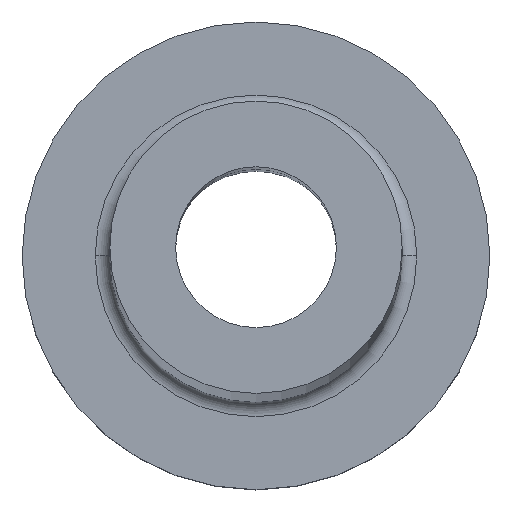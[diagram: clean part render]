
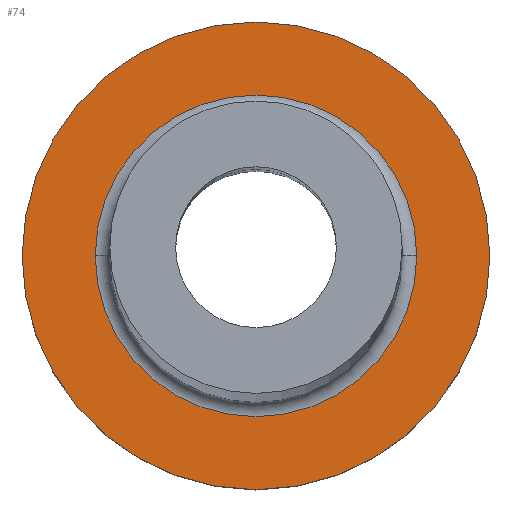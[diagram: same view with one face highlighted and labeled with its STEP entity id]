
A CAD part, top view. The second image highlights one B-rep face of the part: STEP entity #74.
In plain terms, the highlighted planar face has unit normal (0, 0, 1).
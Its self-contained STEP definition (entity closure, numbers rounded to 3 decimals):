
#15 = AXIS2_PLACEMENT_3D ( 'NONE', #301, #148, #401 ) ;
#28 = AXIS2_PLACEMENT_3D ( 'NONE', #133, #64, #197 ) ;
#41 = DIRECTION ( 'NONE',  ( 1., 0., 0. ) ) ;
#42 = EDGE_CURVE ( 'NONE', #371, #380, #400, .T. ) ;
#61 = ORIENTED_EDGE ( 'NONE', *, *, #142, .T. ) ;
#62 = EDGE_LOOP ( 'NONE', ( #402, #61 ) ) ;
#64 = DIRECTION ( 'NONE',  ( 0., 0., -1. ) ) ;
#66 = EDGE_LOOP ( 'NONE', ( #272, #135 ) ) ;
#69 = CARTESIAN_POINT ( 'NONE',  ( 0., 0., 5. ) ) ;
#74 = ADVANCED_FACE ( 'NONE', ( #314, #392 ), #203, .T. ) ;
#95 = AXIS2_PLACEMENT_3D ( 'NONE', #426, #242, #248 ) ;
#123 = DIRECTION ( 'NONE',  ( 0., 0., 1. ) ) ;
#125 = EDGE_CURVE ( 'NONE', #380, #371, #409, .T. ) ;
#129 = VERTEX_POINT ( 'NONE', #229 ) ;
#133 = CARTESIAN_POINT ( 'NONE',  ( 0., 0., 5. ) ) ;
#135 = ORIENTED_EDGE ( 'NONE', *, *, #42, .T. ) ;
#142 = EDGE_CURVE ( 'NONE', #129, #194, #382, .T. ) ;
#148 = DIRECTION ( 'NONE',  ( 0., 0., 1. ) ) ;
#194 = VERTEX_POINT ( 'NONE', #326 ) ;
#197 = DIRECTION ( 'NONE',  ( 1., 0., 0. ) ) ;
#203 = PLANE ( 'NONE',  #95 ) ;
#225 = AXIS2_PLACEMENT_3D ( 'NONE', #69, #123, #41 ) ;
#229 = CARTESIAN_POINT ( 'NONE',  ( -5.5, 0., 5. ) ) ;
#242 = DIRECTION ( 'NONE',  ( 0., 0., 1. ) ) ;
#244 = DIRECTION ( 'NONE',  ( 0., 0., -1. ) ) ;
#248 = DIRECTION ( 'NONE',  ( 1., 0., 0. ) ) ;
#257 = CARTESIAN_POINT ( 'NONE',  ( -8., 0., 5. ) ) ;
#260 = CIRCLE ( 'NONE', #450, 5.5 ) ;
#272 = ORIENTED_EDGE ( 'NONE', *, *, #125, .T. ) ;
#294 = CARTESIAN_POINT ( 'NONE',  ( 8., 0., 5. ) ) ;
#301 = CARTESIAN_POINT ( 'NONE',  ( 0., 0., 5. ) ) ;
#314 = FACE_BOUND ( 'NONE', #62, .T. ) ;
#318 = DIRECTION ( 'NONE',  ( 1., 0., 0. ) ) ;
#323 = CARTESIAN_POINT ( 'NONE',  ( 0., 0., 5. ) ) ;
#326 = CARTESIAN_POINT ( 'NONE',  ( 5.5, 0., 5. ) ) ;
#371 = VERTEX_POINT ( 'NONE', #294 ) ;
#380 = VERTEX_POINT ( 'NONE', #257 ) ;
#382 = CIRCLE ( 'NONE', #28, 5.5 ) ;
#392 = FACE_OUTER_BOUND ( 'NONE', #66, .T. ) ;
#400 = CIRCLE ( 'NONE', #15, 8. ) ;
#401 = DIRECTION ( 'NONE',  ( 1., 0., 0. ) ) ;
#402 = ORIENTED_EDGE ( 'NONE', *, *, #446, .T. ) ;
#409 = CIRCLE ( 'NONE', #225, 8. ) ;
#426 = CARTESIAN_POINT ( 'NONE',  ( 0., 0., 5. ) ) ;
#446 = EDGE_CURVE ( 'NONE', #194, #129, #260, .T. ) ;
#450 = AXIS2_PLACEMENT_3D ( 'NONE', #323, #244, #318 ) ;
